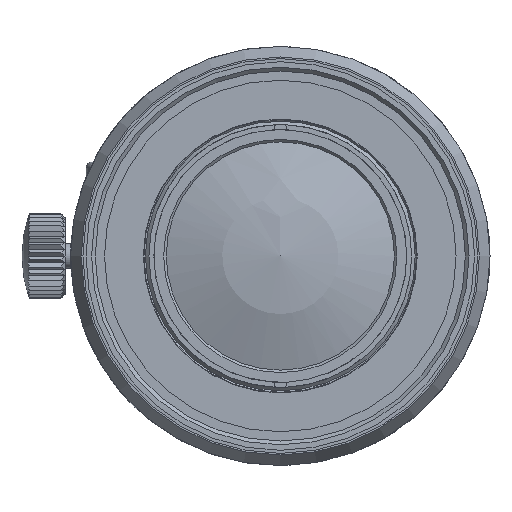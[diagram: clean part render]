
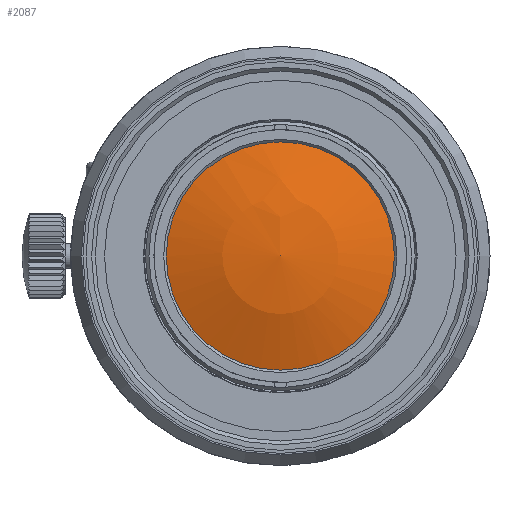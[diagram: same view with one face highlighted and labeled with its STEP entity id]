
A CAD part, left-side view. The second image highlights one B-rep face of the part: STEP entity #2087.
In plain terms, the highlighted spherical face has radius 25.25 mm.
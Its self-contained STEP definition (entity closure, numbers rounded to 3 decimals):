
#1025=SPHERICAL_SURFACE('',#12945,25.25);
#2087=ADVANCED_FACE('',(#2814),#1025,.T.);
#2814=FACE_OUTER_BOUND('',#3449,.T.);
#3449=EDGE_LOOP('',(#6327));
#4088=CIRCLE('',#12925,9.25);
#6327=ORIENTED_EDGE('',*,*,#10350,.F.);
#8529=VERTEX_POINT('',#19051);
#10350=EDGE_CURVE('',#8529,#8529,#4088,.T.);
#12925=AXIS2_PLACEMENT_3D('',#19050,#15176,#15177);
#12945=AXIS2_PLACEMENT_3D('',#19087,#15224,#15225);
#15176=DIRECTION('',(1.,0.,0.));
#15177=DIRECTION('',(0.,0.,-1.));
#15224=DIRECTION('',(1.,0.,0.));
#15225=DIRECTION('',(0.,0.,1.));
#19050=CARTESIAN_POINT('',(-45.328,0.,0.));
#19051=CARTESIAN_POINT('',(-45.328,0.,-9.25));
#19087=CARTESIAN_POINT('',(-21.833,0.,0.));
